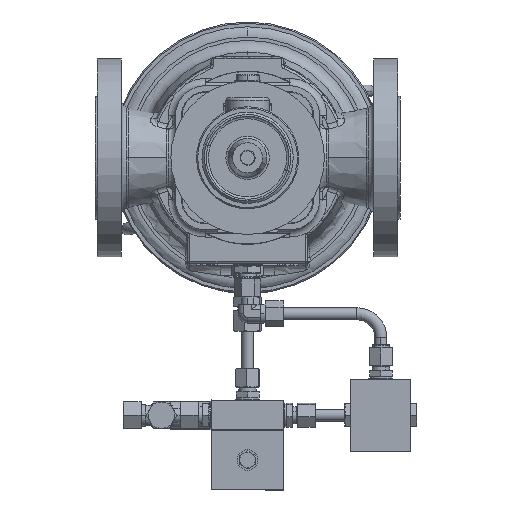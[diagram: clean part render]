
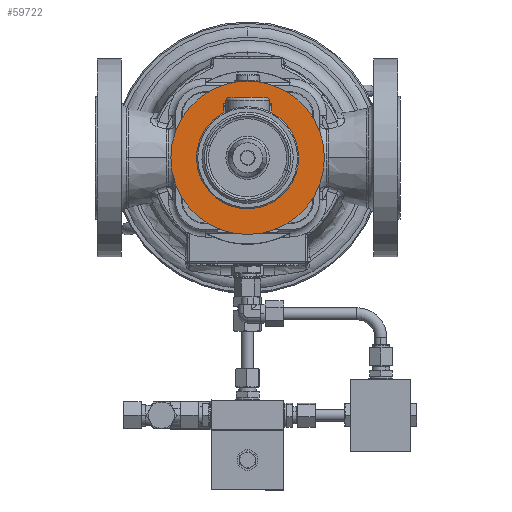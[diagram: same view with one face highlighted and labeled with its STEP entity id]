
A CAD part, front view. The second image highlights one B-rep face of the part: STEP entity #59722.
In plain terms, the highlighted planar face has unit normal (0, -1, 0).
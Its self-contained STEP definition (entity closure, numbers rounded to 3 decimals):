
#2445 = EDGE_CURVE ( 'Defeature ausgef�hrt1_1217+Defeature ausgef�hrt1_1233+Defeature ausgef�hrt1_1222+Defeature ausgef�hrt1_1225', #16819, #57167, #87772, .T. ) ;
#4714 = ORIENTED_EDGE ( 'NONE', *, *, #41361, .F. ) ;
#6383 = VECTOR ( 'NONE', #18639, 1000. ) ;
#6623 = CIRCLE ( 'NONE', #48790, 39.946 ) ;
#7511 = EDGE_CURVE ( 'Defeature ausgef�hrt1_1243+Defeature ausgef�hrt1_1217+Defeature ausgef�hrt1_1217+Defeature ausgef�hrt1_1217', #93321, #28381, #19946, .T. ) ;
#7521 = VECTOR ( 'NONE', #36441, 1000. ) ;
#8688 = LINE ( 'NONE', #53944, #6383 ) ;
#8938 = CARTESIAN_POINT ( 'NONE',  ( 19.683, -173.647, 304.5 ) ) ;
#11692 = AXIS2_PLACEMENT_3D ( 'NONE', #87994, #51509, #15273 ) ;
#12369 = FACE_OUTER_BOUND ( 'NONE', #34828, .T. ) ;
#15222 = DIRECTION ( 'NONE',  ( 0., 1., 0. ) ) ;
#15273 = DIRECTION ( 'NONE',  ( -1., 0., 0. ) ) ;
#16819 = VERTEX_POINT ( 'NONE', #18653 ) ;
#17777 = EDGE_CURVE ( 'Defeature ausgef�hrt1_1217+Defeature ausgef�hrt1_1222+Defeature ausgef�hrt1_1226+Defeature ausgef�hrt1_1233', #88369, #26049, #88202, .T. ) ;
#18639 = DIRECTION ( 'NONE',  ( 0., 0., -1. ) ) ;
#18653 = CARTESIAN_POINT ( 'NONE',  ( -20.317, -173.647, 294.078 ) ) ;
#19946 = CIRCLE ( 'NONE', #30171, 63.9 ) ;
#20239 = DIRECTION ( 'NONE',  ( 0., 1., 0. ) ) ;
#21536 = DIRECTION ( 'NONE',  ( -1., 0., 0. ) ) ;
#21775 = VERTEX_POINT ( 'NONE', #8938 ) ;
#23433 = LINE ( 'NONE', #66574, #73983 ) ;
#25330 = ORIENTED_EDGE ( 'NONE', *, *, #75198, .T. ) ;
#26049 = VERTEX_POINT ( 'NONE', #28347 ) ;
#27768 = CARTESIAN_POINT ( 'NONE',  ( -0.317, -173.647, 259.5 ) ) ;
#28347 = CARTESIAN_POINT ( 'NONE',  ( -40.263, -173.647, 259.5 ) ) ;
#28381 = VERTEX_POINT ( 'NONE', #89709 ) ;
#30171 = AXIS2_PLACEMENT_3D ( 'NONE', #85945, #49156, #93005 ) ;
#34828 = EDGE_LOOP ( 'NONE', ( #47596, #4714 ) ) ;
#35192 = DIRECTION ( 'NONE',  ( 0., 1., 0. ) ) ;
#36441 = DIRECTION ( 'NONE',  ( 0., 0., 1. ) ) ;
#37378 = CARTESIAN_POINT ( 'NONE',  ( -20.317, -173.647, 326. ) ) ;
#39175 = ORIENTED_EDGE ( 'NONE', *, *, #17777, .T. ) ;
#40537 = CIRCLE ( 'NONE', #11692, 63.9 ) ;
#40943 = CARTESIAN_POINT ( 'NONE',  ( -64.217, -173.647, 259.5 ) ) ;
#41361 = EDGE_CURVE ( 'Defeature ausgef�hrt1_1243+Defeature ausgef�hrt1_1217+Defeature ausgef�hrt1_1217+Defeature ausgef�hrt1_1217', #28381, #93321, #40537, .T. ) ;
#42244 = ORIENTED_EDGE ( 'NONE', *, *, #75348, .T. ) ;
#42277 = CIRCLE ( 'NONE', #92902, 39.946 ) ;
#47119 = ORIENTED_EDGE ( 'NONE', *, *, #61352, .T. ) ;
#47596 = ORIENTED_EDGE ( 'NONE', *, *, #7511, .F. ) ;
#47867 = ORIENTED_EDGE ( 'NONE', *, *, #2445, .T. ) ;
#48790 = AXIS2_PLACEMENT_3D ( 'NONE', #79807, #20239, #57221 ) ;
#49156 = DIRECTION ( 'NONE',  ( 0., 1., 0. ) ) ;
#49180 = EDGE_LOOP ( 'NONE', ( #42244, #25330, #75342, #39175, #47119, #47867 ) ) ;
#50721 = CARTESIAN_POINT ( 'NONE',  ( -0.317, -173.647, 326. ) ) ;
#51509 = DIRECTION ( 'NONE',  ( 0., 1., 0. ) ) ;
#53403 = CARTESIAN_POINT ( 'NONE',  ( -0.317, -173.647, 259.5 ) ) ;
#53944 = CARTESIAN_POINT ( 'NONE',  ( 19.683, -173.647, 326. ) ) ;
#57167 = VERTEX_POINT ( 'NONE', #75234 ) ;
#57221 = DIRECTION ( 'NONE',  ( -1., 0., 0. ) ) ;
#59722 = ADVANCED_FACE ( 'Defeature ausgef�hrt1_1217', ( #90400, #12369 ), #80487, .F. ) ;
#61352 = EDGE_CURVE ( 'Defeature ausgef�hrt1_1217+Defeature ausgef�hrt1_1222+Defeature ausgef�hrt1_1226+Defeature ausgef�hrt1_1233', #26049, #16819, #6623, .T. ) ;
#65844 = AXIS2_PLACEMENT_3D ( 'NONE', #50721, #79844, #21536 ) ;
#66574 = CARTESIAN_POINT ( 'NONE',  ( 17.683, -173.647, 304.5 ) ) ;
#71119 = CARTESIAN_POINT ( 'NONE',  ( 19.683, -173.647, 294.078 ) ) ;
#73983 = VECTOR ( 'NONE', #74231, 1000. ) ;
#74231 = DIRECTION ( 'NONE',  ( 1., 0., 0. ) ) ;
#75198 = EDGE_CURVE ( 'Defeature ausgef�hrt1_1217+Defeature ausgef�hrt1_1226+Defeature ausgef�hrt1_1225+Defeature ausgef�hrt1_1222', #21775, #93588, #8688, .T. ) ;
#75234 = CARTESIAN_POINT ( 'NONE',  ( -20.317, -173.647, 304.5 ) ) ;
#75342 = ORIENTED_EDGE ( 'NONE', *, *, #81436, .T. ) ;
#75348 = EDGE_CURVE ( 'Defeature ausgef�hrt1_1217+Defeature ausgef�hrt1_1225+Defeature ausgef�hrt1_1233+Defeature ausgef�hrt1_1226', #57167, #21775, #23433, .T. ) ;
#79807 = CARTESIAN_POINT ( 'NONE',  ( -0.317, -173.647, 259.5 ) ) ;
#79844 = DIRECTION ( 'NONE',  ( 0., 1., 0. ) ) ;
#80487 = PLANE ( 'NONE',  #65844 ) ;
#81436 = EDGE_CURVE ( 'Defeature ausgef�hrt1_1217+Defeature ausgef�hrt1_1222+Defeature ausgef�hrt1_1226+Defeature ausgef�hrt1_1233', #93588, #88369, #42277, .T. ) ;
#82188 = DIRECTION ( 'NONE',  ( -1., 0., 0. ) ) ;
#82634 = CARTESIAN_POINT ( 'NONE',  ( 39.628, -173.647, 259.5 ) ) ;
#85945 = CARTESIAN_POINT ( 'NONE',  ( -0.317, -173.647, 259.5 ) ) ;
#87772 = LINE ( 'NONE', #37378, #7521 ) ;
#87994 = CARTESIAN_POINT ( 'NONE',  ( -0.317, -173.647, 259.5 ) ) ;
#88202 = CIRCLE ( 'NONE', #88928, 39.946 ) ;
#88369 = VERTEX_POINT ( 'NONE', #82634 ) ;
#88928 = AXIS2_PLACEMENT_3D ( 'NONE', #53403, #15222, #82188 ) ;
#89709 = CARTESIAN_POINT ( 'NONE',  ( 63.583, -173.647, 259.5 ) ) ;
#90400 = FACE_BOUND ( 'NONE', #49180, .T. ) ;
#92902 = AXIS2_PLACEMENT_3D ( 'NONE', #27768, #35192, #94090 ) ;
#93005 = DIRECTION ( 'NONE',  ( -1., 0., 0. ) ) ;
#93321 = VERTEX_POINT ( 'NONE', #40943 ) ;
#93588 = VERTEX_POINT ( 'NONE', #71119 ) ;
#94090 = DIRECTION ( 'NONE',  ( -1., 0., 0. ) ) ;
